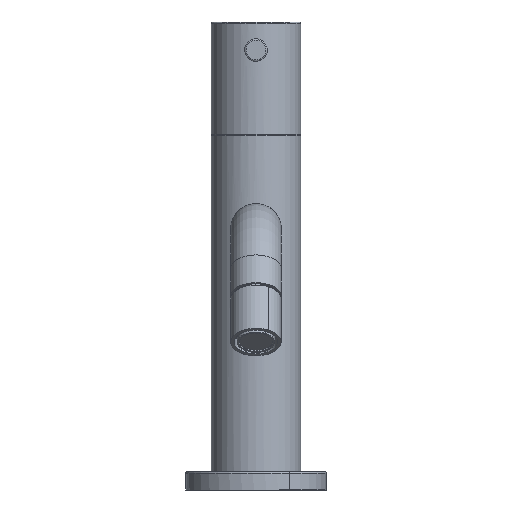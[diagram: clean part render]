
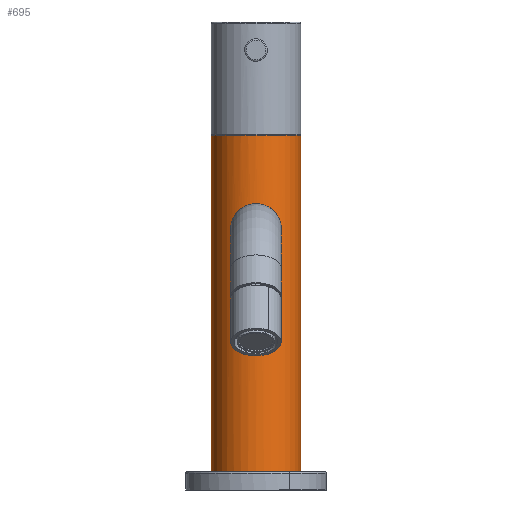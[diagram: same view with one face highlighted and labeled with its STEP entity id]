
A CAD part, front view. The second image highlights one B-rep face of the part: STEP entity #695.
In plain terms, the highlighted cylindrical face has radius 16 mm (diameter 32 mm), a partial arc.
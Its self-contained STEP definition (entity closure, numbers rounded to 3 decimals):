
#602=CARTESIAN_POINT('Axis2P3D Location',(0.,0.,59.)) ;
#607=CARTESIAN_POINT('Line Origine',(-16.,0.,59.)) ;
#611=CARTESIAN_POINT('Vertex',(-16.,0.,119.)) ;
#613=CARTESIAN_POINT('Vertex',(-16.,0.,-1.)) ;
#616=CARTESIAN_POINT('Axis2P3D Location',(0.,0.,-1.)) ;
#620=CARTESIAN_POINT('Vertex',(16.,0.,-1.)) ;
#623=CARTESIAN_POINT('Line Origine',(16.,0.,59.)) ;
#627=CARTESIAN_POINT('Vertex',(16.,0.,119.)) ;
#630=CARTESIAN_POINT('Axis2P3D Location',(0.,0.,119.)) ;
#642=CARTESIAN_POINT('Control Point',(-4.339,-15.4,77.558)) ;
#643=CARTESIAN_POINT('Control Point',(-3.62,-15.603,77.165)) ;
#644=CARTESIAN_POINT('Control Point',(-2.85,-15.775,76.85)) ;
#645=CARTESIAN_POINT('Control Point',(-2.038,-15.903,76.622)) ;
#646=CARTESIAN_POINT('Control Point',(-0.224,-16.064,76.337)) ;
#647=CARTESIAN_POINT('Control Point',(1.612,-15.965,76.513)) ;
#648=CARTESIAN_POINT('Control Point',(2.572,-15.834,76.742)) ;
#649=CARTESIAN_POINT('Control Point',(4.457,-15.434,77.468)) ;
#650=CARTESIAN_POINT('Control Point',(6.044,-14.851,78.649)) ;
#651=CARTESIAN_POINT('Control Point',(6.771,-14.524,79.368)) ;
#652=CARTESIAN_POINT('Control Point',(7.802,-13.989,80.716)) ;
#653=CARTESIAN_POINT('Control Point',(8.501,-13.56,82.285)) ;
#654=CARTESIAN_POINT('Control Point',(8.723,-13.415,82.943)) ;
#655=CARTESIAN_POINT('Control Point',(9.064,-13.187,84.413)) ;
#656=CARTESIAN_POINT('Control Point',(9.094,-13.164,85.941)) ;
#657=CARTESIAN_POINT('Control Point',(9.017,-13.218,86.758)) ;
#658=CARTESIAN_POINT('Control Point',(8.56,-13.532,88.937)) ;
#659=CARTESIAN_POINT('Control Point',(7.492,-14.175,90.848)) ;
#660=CARTESIAN_POINT('Control Point',(6.613,-14.632,91.901)) ;
#661=CARTESIAN_POINT('Control Point',(5.548,-15.06,92.781)) ;
#662=CARTESIAN_POINT('Control Point',(4.339,-15.4,93.442)) ;
#663=CARTESIAN_POINT('Vertex',(4.339,-15.4,93.442)) ;
#665=CARTESIAN_POINT('Vertex',(-4.339,-15.4,77.558)) ;
#669=CARTESIAN_POINT('Control Point',(-4.339,-15.4,77.558)) ;
#670=CARTESIAN_POINT('Control Point',(-5.114,-15.182,77.981)) ;
#671=CARTESIAN_POINT('Control Point',(-5.829,-14.928,78.495)) ;
#672=CARTESIAN_POINT('Control Point',(-6.474,-14.653,79.088)) ;
#673=CARTESIAN_POINT('Control Point',(-7.576,-14.118,80.371)) ;
#674=CARTESIAN_POINT('Control Point',(-8.361,-13.651,81.891)) ;
#675=CARTESIAN_POINT('Control Point',(-8.661,-13.457,82.678)) ;
#676=CARTESIAN_POINT('Control Point',(-9.17,-13.116,84.709)) ;
#677=CARTESIAN_POINT('Control Point',(-9.083,-13.169,86.85)) ;
#678=CARTESIAN_POINT('Control Point',(-8.801,-13.374,88.088)) ;
#679=CARTESIAN_POINT('Control Point',(-7.94,-13.932,90.186)) ;
#680=CARTESIAN_POINT('Control Point',(-6.525,-14.638,91.893)) ;
#681=CARTESIAN_POINT('Control Point',(-5.772,-14.961,92.583)) ;
#682=CARTESIAN_POINT('Control Point',(-4.25,-15.486,93.625)) ;
#683=CARTESIAN_POINT('Control Point',(-2.483,-15.837,94.262)) ;
#684=CARTESIAN_POINT('Control Point',(-1.665,-15.946,94.455)) ;
#685=CARTESIAN_POINT('Control Point',(0.087,-16.06,94.656)) ;
#686=CARTESIAN_POINT('Control Point',(1.839,-15.933,94.432)) ;
#687=CARTESIAN_POINT('Control Point',(2.724,-15.802,94.201)) ;
#688=CARTESIAN_POINT('Control Point',(3.562,-15.619,93.867)) ;
#689=CARTESIAN_POINT('Control Point',(4.339,-15.4,93.442)) ;
#609=VECTOR('Line Direction',#608,1.) ;
#625=VECTOR('Line Direction',#624,1.) ;
#603=DIRECTION('Axis2P3D Direction',(0.,0.,1.)) ;
#604=DIRECTION('Axis2P3D XDirection',(1.,0.,0.)) ;
#608=DIRECTION('Vector Direction',(0.,0.,1.)) ;
#617=DIRECTION('Axis2P3D Direction',(0.,0.,1.)) ;
#624=DIRECTION('Vector Direction',(0.,0.,1.)) ;
#631=DIRECTION('Axis2P3D Direction',(0.,0.,1.)) ;
#605=AXIS2_PLACEMENT_3D('Cylinder Axis2P3D',#602,#603,#604) ;
#618=AXIS2_PLACEMENT_3D('Circle Axis2P3D',#616,#617,$) ;
#632=AXIS2_PLACEMENT_3D('Circle Axis2P3D',#630,#631,$) ;
#610=LINE('Line',#607,#609) ;
#626=LINE('Line',#623,#625) ;
#619=CIRCLE('generated circle',#618,16.) ;
#633=CIRCLE('generated circle',#632,16.) ;
#606=CYLINDRICAL_SURFACE('generated cylinder',#605,16.) ;
#694=FACE_BOUND('',#691,.T.) ;
#615=EDGE_CURVE('',#612,#614,#610,.F.) ;
#622=EDGE_CURVE('',#614,#621,#619,.T.) ;
#629=EDGE_CURVE('',#621,#628,#626,.T.) ;
#634=EDGE_CURVE('',#628,#612,#633,.F.) ;
#667=EDGE_CURVE('',#664,#666,#641,.F.) ;
#690=EDGE_CURVE('',#666,#664,#668,.T.) ;
#636=ORIENTED_EDGE('',*,*,#615,.T.) ;
#637=ORIENTED_EDGE('',*,*,#622,.T.) ;
#638=ORIENTED_EDGE('',*,*,#629,.T.) ;
#639=ORIENTED_EDGE('',*,*,#634,.T.) ;
#692=ORIENTED_EDGE('',*,*,#667,.T.) ;
#693=ORIENTED_EDGE('',*,*,#690,.T.) ;
#635=EDGE_LOOP('',(#636,#637,#638,#639)) ;
#691=EDGE_LOOP('',(#692,#693)) ;
#612=VERTEX_POINT('',#611) ;
#614=VERTEX_POINT('',#613) ;
#621=VERTEX_POINT('',#620) ;
#628=VERTEX_POINT('',#627) ;
#664=VERTEX_POINT('',#663) ;
#666=VERTEX_POINT('',#665) ;
#695=ADVANCED_FACE('Superficie.57',(#640,#694),#606,.T.) ;
#641=B_SPLINE_CURVE_WITH_KNOTS('',5,(#642,#643,#644,#645,#646,#647,#648,#649,#650,#651,#652,#653,#654,#655,#656,#657,#658,#659,#660,#661,#662),.UNSPECIFIED.,.F.,.U.,(6,3,3,3,3,3,6),(0.,5.991,12.962,20.48,25.473,31.24,41.317),.UNSPECIFIED.) ;
#668=B_SPLINE_CURVE_WITH_KNOTS('',5,(#669,#670,#671,#672,#673,#674,#675,#676,#677,#678,#679,#680,#681,#682,#683,#684,#685,#686,#687,#688,#689),.UNSPECIFIED.,.F.,.U.,(6,3,3,3,3,3,6),(0.,6.451,12.501,21.353,28.853,34.812,41.283),.UNSPECIFIED.) ;
#640=FACE_OUTER_BOUND('',#635,.T.) ;
